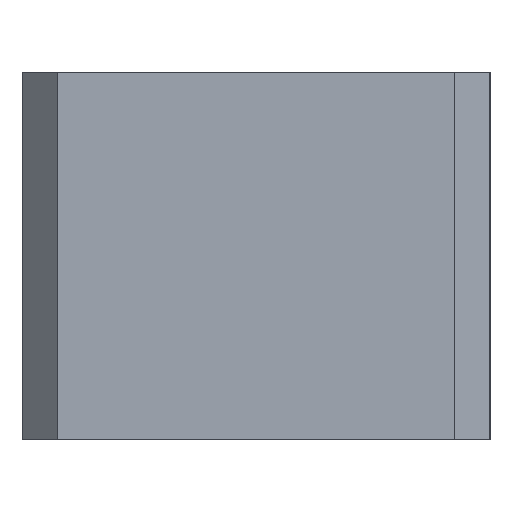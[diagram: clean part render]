
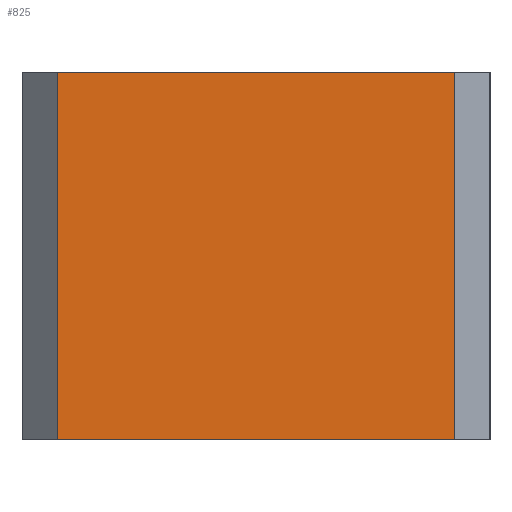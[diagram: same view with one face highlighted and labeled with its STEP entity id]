
A CAD part, left-side view. The second image highlights one B-rep face of the part: STEP entity #825.
In plain terms, the highlighted free-form (B-spline) face has degree [1, 1] with [2, 2] control points.
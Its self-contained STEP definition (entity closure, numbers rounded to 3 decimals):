
#790=(
BOUNDED_SURFACE()
B_SPLINE_SURFACE(1,1,((#791,#792),(#793,#794)),.UNSPECIFIED.,.F.,.F.,.F.)
B_SPLINE_SURFACE_WITH_KNOTS((2,2),(2,2),(0.000,1.000),(0.000,1.000),.UNSPECIFIED.)
GEOMETRIC_REPRESENTATION_ITEM()
RATIONAL_B_SPLINE_SURFACE(((1.,1.),(1.,1.)))
REPRESENTATION_ITEM('')
SURFACE()
);
#791=CARTESIAN_POINT('',(-51.738,38.7,0.));
#792=CARTESIAN_POINT('',(-51.738,38.7,66.667));
#793=CARTESIAN_POINT('',(-51.738,-33.438,0.));
#794=CARTESIAN_POINT('',(-51.738,-33.438,66.667));
#795=CARTESIAN_POINT('',(-51.738,38.7,66.667));
#796=VERTEX_POINT('',#795);
#797=(
BOUNDED_CURVE()
B_SPLINE_CURVE(1,(#798,#799),.UNSPECIFIED.,.F.,.F.)
B_SPLINE_CURVE_WITH_KNOTS((2,2),(0.000,1.000),.UNSPECIFIED.)
CURVE()
GEOMETRIC_REPRESENTATION_ITEM()
RATIONAL_B_SPLINE_CURVE((1.,1.))
REPRESENTATION_ITEM('')
);
#798=CARTESIAN_POINT('',(-51.738,38.7,66.667));
#799=CARTESIAN_POINT('',(-51.738,-33.438,66.667));
#800=CARTESIAN_POINT('',(-51.738,-33.438,66.667));
#801=VERTEX_POINT('',#800);
#802=EDGE_CURVE('',#796,#801,#797,.T.);
#803=ORIENTED_EDGE('',*,*,#802,.T.);
#804=(
BOUNDED_CURVE()
B_SPLINE_CURVE(1,(#805,#806),.UNSPECIFIED.,.F.,.F.)
B_SPLINE_CURVE_WITH_KNOTS((2,2),(0.000,1.000),.UNSPECIFIED.)
CURVE()
GEOMETRIC_REPRESENTATION_ITEM()
RATIONAL_B_SPLINE_CURVE((1.,1.))
REPRESENTATION_ITEM('')
);
#805=CARTESIAN_POINT('',(-51.738,-33.438,66.667));
#806=CARTESIAN_POINT('',(-51.738,-33.438,0.));
#807=CARTESIAN_POINT('',(-51.738,-33.438,0.));
#808=VERTEX_POINT('',#807);
#809=EDGE_CURVE('',#801,#808,#804,.T.);
#810=ORIENTED_EDGE('',*,*,#809,.T.);
#811=(
BOUNDED_CURVE()
B_SPLINE_CURVE(1,(#812,#813),.UNSPECIFIED.,.F.,.F.)
B_SPLINE_CURVE_WITH_KNOTS((2,2),(0.000,1.000),.UNSPECIFIED.)
CURVE()
GEOMETRIC_REPRESENTATION_ITEM()
RATIONAL_B_SPLINE_CURVE((1.,1.))
REPRESENTATION_ITEM('')
);
#812=CARTESIAN_POINT('',(-51.738,-33.438,0.));
#813=CARTESIAN_POINT('',(-51.738,38.7,0.));
#814=CARTESIAN_POINT('',(-51.738,38.7,0.));
#815=VERTEX_POINT('',#814);
#816=EDGE_CURVE('',#808,#815,#811,.T.);
#817=ORIENTED_EDGE('',*,*,#816,.T.);
#818=(
BOUNDED_CURVE()
B_SPLINE_CURVE(1,(#819,#820),.UNSPECIFIED.,.F.,.F.)
B_SPLINE_CURVE_WITH_KNOTS((2,2),(0.000,1.000),.UNSPECIFIED.)
CURVE()
GEOMETRIC_REPRESENTATION_ITEM()
RATIONAL_B_SPLINE_CURVE((1.,1.))
REPRESENTATION_ITEM('')
);
#819=CARTESIAN_POINT('',(-51.738,38.7,0.));
#820=CARTESIAN_POINT('',(-51.738,38.7,66.667));
#821=EDGE_CURVE('',#815,#796,#818,.T.);
#822=ORIENTED_EDGE('',*,*,#821,.T.);
#823=EDGE_LOOP('',(#803,#810,#817,#822));
#824=FACE_OUTER_BOUND('',#823,.T.);
#825=ADVANCED_FACE('',(#824),#790,.T.);
